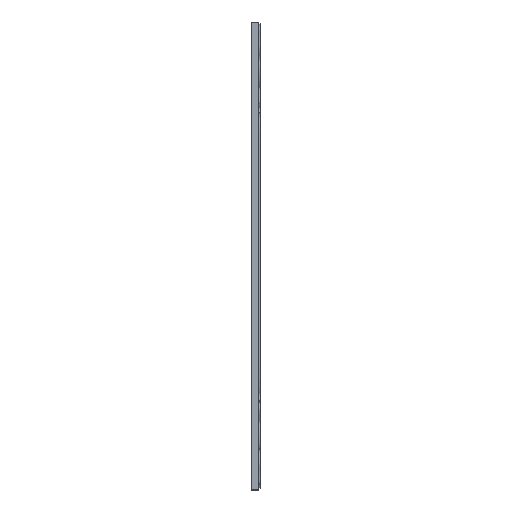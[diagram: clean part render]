
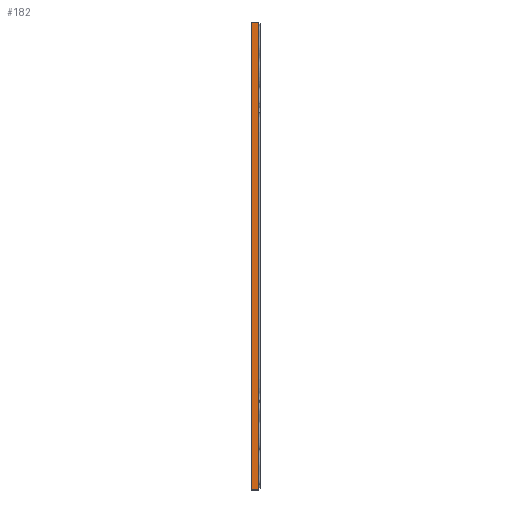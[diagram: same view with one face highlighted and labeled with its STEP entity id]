
A CAD part, top view. The second image highlights one B-rep face of the part: STEP entity #182.
In plain terms, the highlighted planar face has unit normal (0, 0, 1).
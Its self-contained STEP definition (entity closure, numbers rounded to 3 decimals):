
#182 = ADVANCED_FACE ( 'NONE', ( #3386 ), #80634, .F. ) ;
#1975 = CARTESIAN_POINT ( 'NONE',  ( 1., 41., 42. ) ) ;
#3386 = FACE_OUTER_BOUND ( 'NONE', #7223, .T. ) ;
#3952 = CARTESIAN_POINT ( 'NONE',  ( 1., -42., 42. ) ) ;
#7063 = AXIS2_PLACEMENT_3D ( 'NONE', #3952, #10380, #23191 ) ;
#7223 = EDGE_LOOP ( 'NONE', ( #39670, #60928, #66562, #37803 ) ) ;
#10380 = DIRECTION ( 'NONE',  ( 0., 0., -1. ) ) ;
#13764 = EDGE_CURVE ( 'NONE', #40303, #42431, #41691, .T. ) ;
#20003 = LINE ( 'NONE', #64657, #26991 ) ;
#23191 = DIRECTION ( 'NONE',  ( 0., 1., 0. ) ) ;
#26991 = VECTOR ( 'NONE', #71099, 1000. ) ;
#28418 = DIRECTION ( 'NONE',  ( -1., 0., 0. ) ) ;
#29484 = DIRECTION ( 'NONE',  ( 0., -1., 0. ) ) ;
#34204 = CARTESIAN_POINT ( 'NONE',  ( 0., -41., 42. ) ) ;
#35039 = VECTOR ( 'NONE', #29484, 1000. ) ;
#37803 = ORIENTED_EDGE ( 'NONE', *, *, #68230, .T. ) ;
#39670 = ORIENTED_EDGE ( 'NONE', *, *, #13764, .F. ) ;
#40303 = VERTEX_POINT ( 'NONE', #64233 ) ;
#41691 = LINE ( 'NONE', #53066, #53633 ) ;
#42431 = VERTEX_POINT ( 'NONE', #34204 ) ;
#46484 = EDGE_CURVE ( 'NONE', #78818, #72178, #60540, .T. ) ;
#53066 = CARTESIAN_POINT ( 'NONE',  ( 1., -41., 42. ) ) ;
#53633 = VECTOR ( 'NONE', #71857, 1000. ) ;
#55515 = VECTOR ( 'NONE', #28418, 1000. ) ;
#60540 = LINE ( 'NONE', #1975, #55515 ) ;
#60928 = ORIENTED_EDGE ( 'NONE', *, *, #81498, .F. ) ;
#61471 = CARTESIAN_POINT ( 'NONE',  ( 0., 41., 42. ) ) ;
#64233 = CARTESIAN_POINT ( 'NONE',  ( 1.25, -41., 42. ) ) ;
#64657 = CARTESIAN_POINT ( 'NONE',  ( 1.25, 41., 42. ) ) ;
#66562 = ORIENTED_EDGE ( 'NONE', *, *, #46484, .T. ) ;
#68230 = EDGE_CURVE ( 'NONE', #72178, #42431, #69161, .T. ) ;
#69161 = LINE ( 'NONE', #80554, #35039 ) ;
#71099 = DIRECTION ( 'NONE',  ( 0., -1., 0. ) ) ;
#71857 = DIRECTION ( 'NONE',  ( -1., 0., 0. ) ) ;
#72178 = VERTEX_POINT ( 'NONE', #61471 ) ;
#73575 = CARTESIAN_POINT ( 'NONE',  ( 1.25, 41., 42. ) ) ;
#78818 = VERTEX_POINT ( 'NONE', #73575 ) ;
#80554 = CARTESIAN_POINT ( 'NONE',  ( 0., -42., 42. ) ) ;
#80634 = PLANE ( 'NONE',  #7063 ) ;
#81498 = EDGE_CURVE ( 'NONE', #78818, #40303, #20003, .T. ) ;
